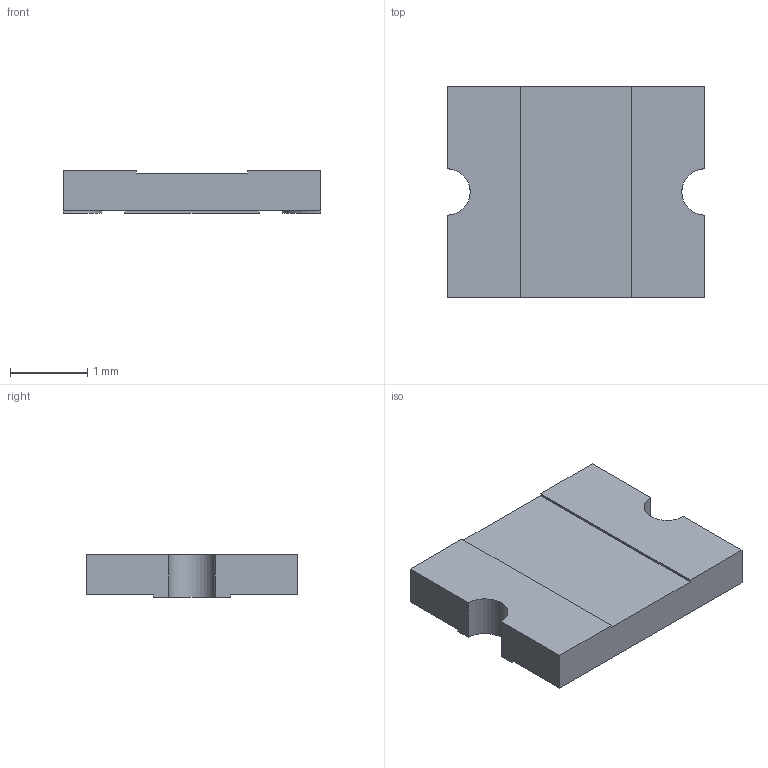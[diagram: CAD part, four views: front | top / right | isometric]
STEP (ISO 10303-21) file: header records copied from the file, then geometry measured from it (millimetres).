
FILE_DESCRIPTION (( 'STEP AP203' ), '1' );
FILE_NAME ('MF-USML_12-t1.STEP', '2018-11-26T08:06:08', ( '' ), ( '' ), 'SwSTEP 2.0', 'SolidWorks 2018', '' );
FILE_SCHEMA (( 'CONFIG_CONTROL_DESIGN' ));
Length unit declared in the file: millimetre
Products named in the file (1): MF-USML_12-t1
Bounding box: 3.34 x 2.74 x 0.55 mm (x, y, z)
Volume: 4.6 mm3; surface area: 24.8 mm2
Topology: 1 solids, 1 shells, 25 faces, 66 edges, 44 vertices
Faces by surface type: plane 19, cylinder 6
Entity records: 849 total; most frequent: CARTESIAN_POINT 136, ORIENTED_EDGE 132, DIRECTION 130, EDGE_CURVE 66, VECTOR 54, LINE 54, VERTEX_POINT 44, AXIS2_PLACEMENT_3D 38
